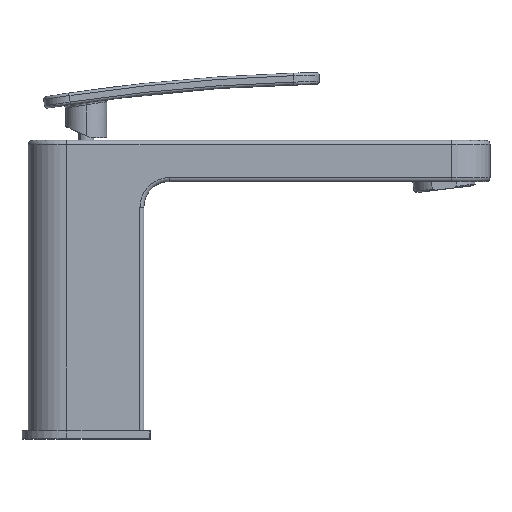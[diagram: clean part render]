
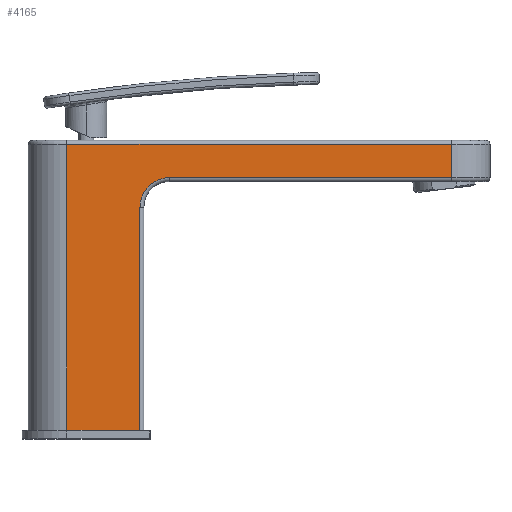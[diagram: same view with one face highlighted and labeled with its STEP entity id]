
A CAD part, top view. The second image highlights one B-rep face of the part: STEP entity #4165.
In plain terms, the highlighted planar face has unit normal (0, 0, 1).
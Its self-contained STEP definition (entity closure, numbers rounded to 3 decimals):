
#420 = CARTESIAN_POINT ( 'NONE',  ( 32.5, 87., 22.5 ) ) ;
#527 = DIRECTION ( 'NONE',  ( 1., 0., 0. ) ) ;
#532 = CARTESIAN_POINT ( 'NONE',  ( 32.5, 98.5, 22.5 ) ) ;
#598 = DIRECTION ( 'NONE',  ( -1., 0., 0. ) ) ;
#751 = EDGE_CURVE ( 'NONE', #12522, #3248, #2210, .T. ) ;
#1237 = AXIS2_PLACEMENT_3D ( 'NONE', #11434, #6522, #527 ) ;
#1673 = ORIENTED_EDGE ( 'NONE', *, *, #1854, .T. ) ;
#1834 = CARTESIAN_POINT ( 'NONE',  ( 142.5, 113., 22.5 ) ) ;
#1854 = EDGE_CURVE ( 'NONE', #4397, #6432, #6599, .T. ) ;
#2210 = LINE ( 'NONE', #2743, #12071 ) ;
#2268 = CARTESIAN_POINT ( 'NONE',  ( 21., 87., 22.5 ) ) ;
#2401 = FACE_OUTER_BOUND ( 'NONE', #7207, .T. ) ;
#2407 = LINE ( 'NONE', #2881, #6279 ) ;
#2513 = VECTOR ( 'NONE', #10606, 1000. ) ;
#2529 = AXIS2_PLACEMENT_3D ( 'NONE', #420, #11187, #6178 ) ;
#2574 = CARTESIAN_POINT ( 'NONE',  ( -7.5, 0., 22.5 ) ) ;
#2599 = EDGE_CURVE ( 'NONE', #5026, #12522, #4403, .T. ) ;
#2743 = CARTESIAN_POINT ( 'NONE',  ( 142.5, 98.5, 22.5 ) ) ;
#2881 = CARTESIAN_POINT ( 'NONE',  ( -22.5, 0., 22.5 ) ) ;
#3088 = EDGE_CURVE ( 'NONE', #10883, #5026, #7170, .T. ) ;
#3248 = VERTEX_POINT ( 'NONE', #3335 ) ;
#3335 = CARTESIAN_POINT ( 'NONE',  ( 142.5, 98.5, 22.5 ) ) ;
#3455 = ORIENTED_EDGE ( 'NONE', *, *, #9248, .T. ) ;
#3635 = DIRECTION ( 'NONE',  ( 1., 0., 0. ) ) ;
#3748 = DIRECTION ( 'NONE',  ( 0., 1., 0. ) ) ;
#4165 = ADVANCED_FACE ( 'NONE', ( #2401 ), #11228, .T. ) ;
#4397 = VERTEX_POINT ( 'NONE', #10620 ) ;
#4403 = CIRCLE ( 'NONE', #1237, 11.5 ) ;
#4578 = CARTESIAN_POINT ( 'NONE',  ( -7.5, 111.5, 22.5 ) ) ;
#5026 = VERTEX_POINT ( 'NONE', #2268 ) ;
#5768 = VECTOR ( 'NONE', #3748, 1000. ) ;
#6178 = DIRECTION ( 'NONE',  ( 1., 0., 0. ) ) ;
#6279 = VECTOR ( 'NONE', #9827, 1000. ) ;
#6432 = VERTEX_POINT ( 'NONE', #2574 ) ;
#6522 = DIRECTION ( 'NONE',  ( 0., 0., -1. ) ) ;
#6599 = LINE ( 'NONE', #6872, #11996 ) ;
#6872 = CARTESIAN_POINT ( 'NONE',  ( -7.5, 0., 22.5 ) ) ;
#6983 = VECTOR ( 'NONE', #598, 1000. ) ;
#7083 = ORIENTED_EDGE ( 'NONE', *, *, #751, .T. ) ;
#7170 = LINE ( 'NONE', #9674, #5768 ) ;
#7207 = EDGE_LOOP ( 'NONE', ( #11838, #7083, #3455, #8997, #1673, #12110, #11620 ) ) ;
#8046 = EDGE_CURVE ( 'NONE', #6432, #10883, #2407, .T. ) ;
#8120 = VERTEX_POINT ( 'NONE', #12275 ) ;
#8997 = ORIENTED_EDGE ( 'NONE', *, *, #9129, .T. ) ;
#9129 = EDGE_CURVE ( 'NONE', #8120, #4397, #10205, .T. ) ;
#9235 = CARTESIAN_POINT ( 'NONE',  ( 21., 0., 22.5 ) ) ;
#9248 = EDGE_CURVE ( 'NONE', #3248, #8120, #11739, .T. ) ;
#9674 = CARTESIAN_POINT ( 'NONE',  ( 21., 87., 22.5 ) ) ;
#9827 = DIRECTION ( 'NONE',  ( 1., 0., 0. ) ) ;
#10205 = LINE ( 'NONE', #4578, #6983 ) ;
#10606 = DIRECTION ( 'NONE',  ( 0., 1., 0. ) ) ;
#10620 = CARTESIAN_POINT ( 'NONE',  ( -7.5, 111.5, 22.5 ) ) ;
#10689 = DIRECTION ( 'NONE',  ( 0., -1., 0. ) ) ;
#10883 = VERTEX_POINT ( 'NONE', #9235 ) ;
#11187 = DIRECTION ( 'NONE',  ( 0., 0., 1. ) ) ;
#11228 = PLANE ( 'NONE',  #2529 ) ;
#11434 = CARTESIAN_POINT ( 'NONE',  ( 32.5, 87., 22.5 ) ) ;
#11620 = ORIENTED_EDGE ( 'NONE', *, *, #3088, .T. ) ;
#11739 = LINE ( 'NONE', #1834, #2513 ) ;
#11838 = ORIENTED_EDGE ( 'NONE', *, *, #2599, .T. ) ;
#11996 = VECTOR ( 'NONE', #10689, 1000. ) ;
#12071 = VECTOR ( 'NONE', #3635, 1000. ) ;
#12110 = ORIENTED_EDGE ( 'NONE', *, *, #8046, .T. ) ;
#12275 = CARTESIAN_POINT ( 'NONE',  ( 142.5, 111.5, 22.5 ) ) ;
#12522 = VERTEX_POINT ( 'NONE', #532 ) ;
